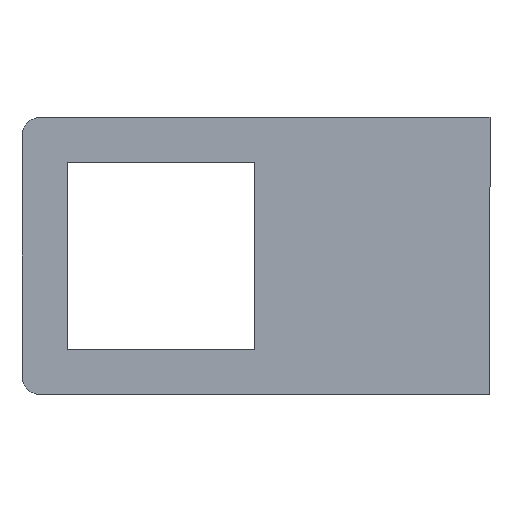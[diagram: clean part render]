
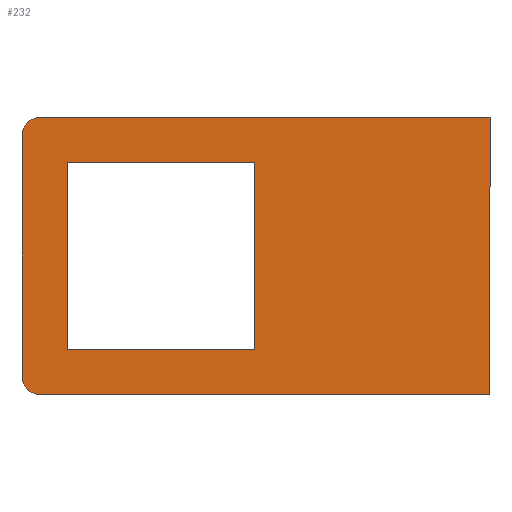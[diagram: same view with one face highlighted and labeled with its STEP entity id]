
A CAD part, front view. The second image highlights one B-rep face of the part: STEP entity #232.
In plain terms, the highlighted planar face has unit normal (0, -1, 0).
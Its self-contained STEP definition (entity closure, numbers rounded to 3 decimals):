
#16=FACE_BOUND('',#48,.T.);
#17=CIRCLE('',#262,4.);
#19=CIRCLE('',#266,4.);
#34=FACE_OUTER_BOUND('',#47,.T.);
#47=EDGE_LOOP('',(#201,#202,#203,#204,#205,#206));
#48=EDGE_LOOP('',(#207,#208,#209,#210));
#49=LINE('',#336,#75);
#53=LINE('',#344,#79);
#56=LINE('',#350,#82);
#59=LINE('',#355,#85);
#61=LINE('',#360,#87);
#66=LINE('',#374,#92);
#70=LINE('',#386,#96);
#73=LINE('',#391,#99);
#75=VECTOR('',#276,10.);
#79=VECTOR('',#282,10.);
#82=VECTOR('',#287,10.);
#85=VECTOR('',#292,10.);
#87=VECTOR('',#296,10.);
#92=VECTOR('',#309,10.);
#96=VECTOR('',#321,10.);
#99=VECTOR('',#326,10.);
#101=VERTEX_POINT('',#334);
#102=VERTEX_POINT('',#335);
#105=VERTEX_POINT('',#343);
#107=VERTEX_POINT('',#349);
#109=VERTEX_POINT('',#358);
#110=VERTEX_POINT('',#359);
#113=VERTEX_POINT('',#367);
#115=VERTEX_POINT('',#373);
#117=VERTEX_POINT('',#379);
#119=VERTEX_POINT('',#385);
#121=EDGE_CURVE('',#101,#102,#49,.T.);
#125=EDGE_CURVE('',#105,#101,#53,.T.);
#128=EDGE_CURVE('',#107,#105,#56,.T.);
#131=EDGE_CURVE('',#102,#107,#59,.T.);
#133=EDGE_CURVE('',#109,#110,#61,.T.);
#137=EDGE_CURVE('',#113,#109,#17,.T.);
#140=EDGE_CURVE('',#115,#113,#66,.T.);
#143=EDGE_CURVE('',#117,#115,#19,.T.);
#146=EDGE_CURVE('',#119,#117,#70,.T.);
#149=EDGE_CURVE('',#110,#119,#73,.T.);
#201=ORIENTED_EDGE('',*,*,#149,.F.);
#202=ORIENTED_EDGE('',*,*,#133,.F.);
#203=ORIENTED_EDGE('',*,*,#137,.F.);
#204=ORIENTED_EDGE('',*,*,#140,.F.);
#205=ORIENTED_EDGE('',*,*,#143,.F.);
#206=ORIENTED_EDGE('',*,*,#146,.F.);
#207=ORIENTED_EDGE('',*,*,#131,.F.);
#208=ORIENTED_EDGE('',*,*,#121,.F.);
#209=ORIENTED_EDGE('',*,*,#125,.F.);
#210=ORIENTED_EDGE('',*,*,#128,.F.);
#220=PLANE('',#271);
#232=ADVANCED_FACE('',(#34,#16),#220,.F.);
#262=AXIS2_PLACEMENT_3D('',#368,#302,#303);
#266=AXIS2_PLACEMENT_3D('',#380,#314,#315);
#271=AXIS2_PLACEMENT_3D('',#394,#330,#331);
#276=DIRECTION('',(0.,0.,-1.));
#282=DIRECTION('',(-1.,0.,0.));
#287=DIRECTION('',(0.,0.,1.));
#292=DIRECTION('',(1.,0.,0.));
#296=DIRECTION('',(1.,0.,0.));
#302=DIRECTION('center_axis',(0.,1.,0.));
#303=DIRECTION('ref_axis',(-1.,0.,0.));
#309=DIRECTION('',(0.,0.,1.));
#314=DIRECTION('center_axis',(0.,1.,0.));
#315=DIRECTION('ref_axis',(0.,0.,-1.));
#321=DIRECTION('',(-1.,0.,0.));
#326=DIRECTION('',(0.,0.,-1.));
#330=DIRECTION('center_axis',(0.,1.,0.));
#331=DIRECTION('ref_axis',(0.,0.,1.));
#334=CARTESIAN_POINT('',(-91.5,0.,-9.75));
#335=CARTESIAN_POINT('',(-91.5,0.,-50.25));
#336=CARTESIAN_POINT('',(-91.5,0.,-9.75));
#343=CARTESIAN_POINT('',(-51.,0.,-9.75));
#344=CARTESIAN_POINT('',(-51.,0.,-9.75));
#349=CARTESIAN_POINT('',(-51.,0.,-50.25));
#350=CARTESIAN_POINT('',(-51.,0.,-50.25));
#355=CARTESIAN_POINT('',(-91.5,0.,-50.25));
#358=CARTESIAN_POINT('',(-97.25,0.,0.));
#359=CARTESIAN_POINT('',(0.,0.,0.));
#360=CARTESIAN_POINT('',(-97.25,0.,0.));
#367=CARTESIAN_POINT('',(-101.25,0.,-4.));
#368=CARTESIAN_POINT('Origin',(-97.25,0.,-4.));
#373=CARTESIAN_POINT('',(-101.25,0.,-56.));
#374=CARTESIAN_POINT('',(-101.25,0.,-56.));
#379=CARTESIAN_POINT('',(-97.25,0.,-60.));
#380=CARTESIAN_POINT('Origin',(-97.25,0.,-56.));
#385=CARTESIAN_POINT('',(0.,0.,-60.));
#386=CARTESIAN_POINT('',(0.,0.,-60.));
#391=CARTESIAN_POINT('',(0.,0.,0.));
#394=CARTESIAN_POINT('Origin',(-50.625,0.,-30.));
